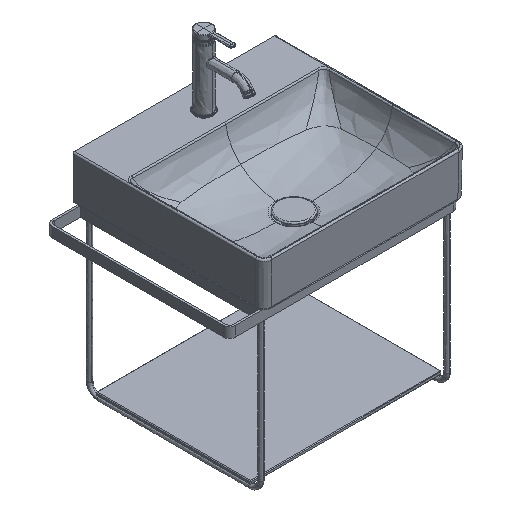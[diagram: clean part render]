
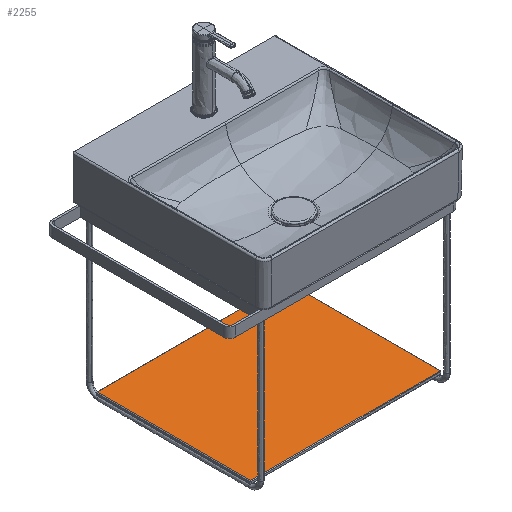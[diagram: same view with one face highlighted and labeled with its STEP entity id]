
A CAD part, isometric view. The second image highlights one B-rep face of the part: STEP entity #2255.
In plain terms, the highlighted free-form (B-spline) face has degree [1, 1] with [2, 2] control points.
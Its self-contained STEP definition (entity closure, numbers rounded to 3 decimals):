
#1501=B_SPLINE_SURFACE_WITH_KNOTS('',1,1,((#50705,#50706),(#50707,#50708)),
 .UNSPECIFIED.,.F.,.F.,.F.,(2,2),(2,2),(-280.26,280.26),(-226.26,226.26),
 .UNSPECIFIED.);
#1505=B_SPLINE_SURFACE_WITH_KNOTS('',1,1,((#50721,#50722),(#50723,#50724)),
 .UNSPECIFIED.,.F.,.F.,.F.,(2,2),(2,2),(-1.358,1.358),
(-227.16,227.16),.UNSPECIFIED.);
#1508=B_SPLINE_SURFACE_WITH_KNOTS('',1,1,((#50733,#50734),(#50735,#50736)),
 .UNSPECIFIED.,.F.,.F.,.F.,(2,2),(2,2),(-281.16,281.16),(-1.358,
1.358),.UNSPECIFIED.);
#1513=B_SPLINE_SURFACE_WITH_KNOTS('',1,1,((#50753,#50754),(#50755,#50756)),
 .UNSPECIFIED.,.F.,.F.,.F.,(2,2),(2,2),(-281.16,281.16),(-1.358,
1.358),.UNSPECIFIED.);
#1516=B_SPLINE_SURFACE_WITH_KNOTS('',1,1,((#50765,#50766),(#50767,#50768)),
 .UNSPECIFIED.,.F.,.F.,.F.,(2,2),(2,2),(-227.16,227.16),(-1.358,
1.358),.UNSPECIFIED.);
#2255=ADVANCED_FACE('',(#3145),#1501,.T.);
#3145=FACE_OUTER_BOUND('',#4009,.T.);
#4009=EDGE_LOOP('',(#6748,#6749,#6750,#6751));
#6748=ORIENTED_EDGE('',*,*,#19268,.T.);
#6749=ORIENTED_EDGE('',*,*,#19269,.T.);
#6750=ORIENTED_EDGE('',*,*,#19270,.T.);
#6751=ORIENTED_EDGE('',*,*,#19271,.T.);
#10649=PCURVE('',#1501,#14550);
#10650=PCURVE('',#1501,#14551);
#10651=PCURVE('',#1501,#14552);
#10652=PCURVE('',#1501,#14553);
#10668=PCURVE('',#1505,#14569);
#10688=PCURVE('',#1508,#14589);
#10712=PCURVE('',#1513,#14613);
#10730=PCURVE('',#1516,#14631);
#14550=DEFINITIONAL_REPRESENTATION('',(#22718),#107438);
#14551=DEFINITIONAL_REPRESENTATION('',(#22720),#107438);
#14552=DEFINITIONAL_REPRESENTATION('',(#22722),#107438);
#14553=DEFINITIONAL_REPRESENTATION('',(#22724),#107438);
#14569=DEFINITIONAL_REPRESENTATION('',(#22754),#107438);
#14589=DEFINITIONAL_REPRESENTATION('',(#22783),#107438);
#14613=DEFINITIONAL_REPRESENTATION('',(#22820),#107438);
#14631=DEFINITIONAL_REPRESENTATION('',(#22844),#107438);
#17277=SURFACE_CURVE('',#22717,(#10649,#10668),.PCURVE_S1.);
#17278=SURFACE_CURVE('',#22719,(#10650,#10712),.PCURVE_S1.);
#17279=SURFACE_CURVE('',#22721,(#10651,#10730),.PCURVE_S1.);
#17280=SURFACE_CURVE('',#22723,(#10652,#10688),.PCURVE_S1.);
#19268=EDGE_CURVE('',#25322,#25323,#17277,.T.);
#19269=EDGE_CURVE('',#25323,#25324,#17278,.T.);
#19270=EDGE_CURVE('',#25324,#25325,#17279,.T.);
#19271=EDGE_CURVE('',#25325,#25322,#17280,.T.);
#22717=B_SPLINE_CURVE_WITH_KNOTS('',1,(#50809,#50810),.UNSPECIFIED.,.F.,
 .F.,(2,2),(-377.,0.),.UNSPECIFIED.);
#22718=B_SPLINE_CURVE_WITH_KNOTS('',1,(#50811,#50812),.UNSPECIFIED.,.F.,
 .F.,(2,2),(-377.,0.),.UNSPECIFIED.);
#22719=B_SPLINE_CURVE_WITH_KNOTS('',1,(#50813,#50814),.UNSPECIFIED.,.F.,
 .F.,(2,2),(0.,467.),.UNSPECIFIED.);
#22720=B_SPLINE_CURVE_WITH_KNOTS('',1,(#50815,#50816),.UNSPECIFIED.,.F.,
 .F.,(2,2),(0.,467.),.UNSPECIFIED.);
#22721=B_SPLINE_CURVE_WITH_KNOTS('',1,(#50817,#50818),.UNSPECIFIED.,.F.,
 .F.,(2,2),(0.,377.),.UNSPECIFIED.);
#22722=B_SPLINE_CURVE_WITH_KNOTS('',1,(#50819,#50820),.UNSPECIFIED.,.F.,
 .F.,(2,2),(0.,377.),.UNSPECIFIED.);
#22723=B_SPLINE_CURVE_WITH_KNOTS('',1,(#50821,#50822),.UNSPECIFIED.,.F.,
 .F.,(2,2),(0.,467.),.UNSPECIFIED.);
#22724=B_SPLINE_CURVE_WITH_KNOTS('',1,(#50823,#50824),.UNSPECIFIED.,.F.,
 .F.,(2,2),(0.,467.),.UNSPECIFIED.);
#22754=B_SPLINE_CURVE_WITH_KNOTS('',1,(#50883,#50884),.UNSPECIFIED.,.F.,
 .F.,(2,2),(-377.,0.),.UNSPECIFIED.);
#22783=B_SPLINE_CURVE_WITH_KNOTS('',1,(#50941,#50942),.UNSPECIFIED.,.F.,
 .F.,(2,2),(0.,467.),.UNSPECIFIED.);
#22820=B_SPLINE_CURVE_WITH_KNOTS('',1,(#51015,#51016),.UNSPECIFIED.,.F.,
 .F.,(2,2),(0.,467.),.UNSPECIFIED.);
#22844=B_SPLINE_CURVE_WITH_KNOTS('',1,(#51063,#51064),.UNSPECIFIED.,.F.,
 .F.,(2,2),(0.,377.),.UNSPECIFIED.);
#25322=VERTEX_POINT('',#50777);
#25323=VERTEX_POINT('',#50778);
#25324=VERTEX_POINT('',#50779);
#25325=VERTEX_POINT('',#50780);
#50705=CARTESIAN_POINT('',(279.123,228.943,-380.887));
#50706=CARTESIAN_POINT('',(279.123,-223.577,-380.887));
#50707=CARTESIAN_POINT('',(-281.397,228.943,-380.887));
#50708=CARTESIAN_POINT('',(-281.397,-223.577,-380.887));
#50721=CARTESIAN_POINT('',(234.073,229.843,-382.597));
#50722=CARTESIAN_POINT('',(234.073,-224.477,-382.597));
#50723=CARTESIAN_POINT('',(232.153,229.843,-380.677));
#50724=CARTESIAN_POINT('',(232.153,-224.477,-380.677));
#50733=CARTESIAN_POINT('',(-282.297,-187.527,-382.597));
#50734=CARTESIAN_POINT('',(-282.297,-185.607,-380.677));
#50735=CARTESIAN_POINT('',(280.023,-187.527,-382.597));
#50736=CARTESIAN_POINT('',(280.023,-185.607,-380.677));
#50753=CARTESIAN_POINT('',(280.023,192.893,-382.597));
#50754=CARTESIAN_POINT('',(280.023,190.973,-380.677));
#50755=CARTESIAN_POINT('',(-282.297,192.893,-382.597));
#50756=CARTESIAN_POINT('',(-282.297,190.973,-380.677));
#50765=CARTESIAN_POINT('',(-236.347,229.843,-382.597));
#50766=CARTESIAN_POINT('',(-234.427,229.843,-380.677));
#50767=CARTESIAN_POINT('',(-236.347,-224.477,-382.597));
#50768=CARTESIAN_POINT('',(-234.427,-224.477,-380.677));
#50777=CARTESIAN_POINT('',(232.363,-185.817,-380.887));
#50778=CARTESIAN_POINT('',(232.363,191.183,-380.887));
#50779=CARTESIAN_POINT('',(-234.637,191.183,-380.887));
#50780=CARTESIAN_POINT('',(-234.637,-185.817,-380.887));
#50809=CARTESIAN_POINT('',(232.363,-185.817,-380.887));
#50810=CARTESIAN_POINT('',(232.363,191.183,-380.887));
#50811=CARTESIAN_POINT('',(-233.5,188.5));
#50812=CARTESIAN_POINT('',(-233.5,-188.5));
#50813=CARTESIAN_POINT('',(232.363,191.183,-380.887));
#50814=CARTESIAN_POINT('',(-234.637,191.183,-380.887));
#50815=CARTESIAN_POINT('',(-233.5,-188.5));
#50816=CARTESIAN_POINT('',(233.5,-188.5));
#50817=CARTESIAN_POINT('',(-234.637,191.183,-380.887));
#50818=CARTESIAN_POINT('',(-234.637,-185.817,-380.887));
#50819=CARTESIAN_POINT('',(233.5,-188.5));
#50820=CARTESIAN_POINT('',(233.5,188.5));
#50821=CARTESIAN_POINT('',(-234.637,-185.817,-380.887));
#50822=CARTESIAN_POINT('',(232.363,-185.817,-380.887));
#50823=CARTESIAN_POINT('',(233.5,188.5));
#50824=CARTESIAN_POINT('',(-233.5,188.5));
#50883=CARTESIAN_POINT('',(1.061,188.5));
#50884=CARTESIAN_POINT('',(1.061,-188.5));
#50941=CARTESIAN_POINT('',(-233.5,1.061));
#50942=CARTESIAN_POINT('',(233.5,1.061));
#51015=CARTESIAN_POINT('',(-233.5,1.061));
#51016=CARTESIAN_POINT('',(233.5,1.061));
#51063=CARTESIAN_POINT('',(-188.5,1.061));
#51064=CARTESIAN_POINT('',(188.5,1.061));
#107438=(
GEOMETRIC_REPRESENTATION_CONTEXT(2)
PARAMETRIC_REPRESENTATION_CONTEXT()
REPRESENTATION_CONTEXT('pspace','')
);
